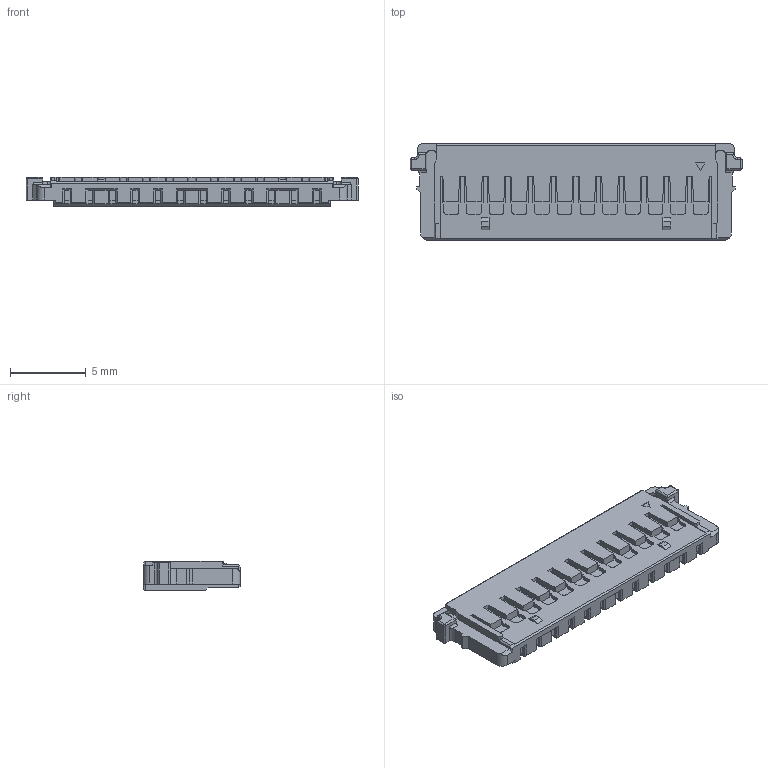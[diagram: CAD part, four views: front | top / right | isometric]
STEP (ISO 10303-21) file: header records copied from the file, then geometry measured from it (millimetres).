
FILE_DESCRIPTION((''),'2;1');
FILE_NAME('5040511201','2019-01-24T',('gga'),(''),'PRO/ENGINEER BY PARAMETRIC TECHNOLOGY CORPORATION, 2016010','PRO/ENGINEER BY PARAMETRIC TECHNOLOGY CORPORATION, 2016010','');
FILE_SCHEMA(('CONFIG_CONTROL_DESIGN'));
Length unit declared in the file: millimetre
Products named in the file (1): 5040511201
Bounding box: 21.95 x 6.4 x 1.92 mm (x, y, z)
Volume: 207.8 mm3; surface area: 437.8 mm2
Topology: 1 solids, 1 shells, 615 faces, 1624 edges, 1026 vertices
Faces by surface type: plane 453, cylinder 108, cone 48, sphere 4, torus 2
Entity records: 18728 total; most frequent: CARTESIAN_POINT 3364, ORIENTED_EDGE 3248, DIRECTION 3082, EDGE_CURVE 1624, VECTOR 1366, LINE 1366, VERTEX_POINT 1026, AXIS2_PLACEMENT_3D 858
